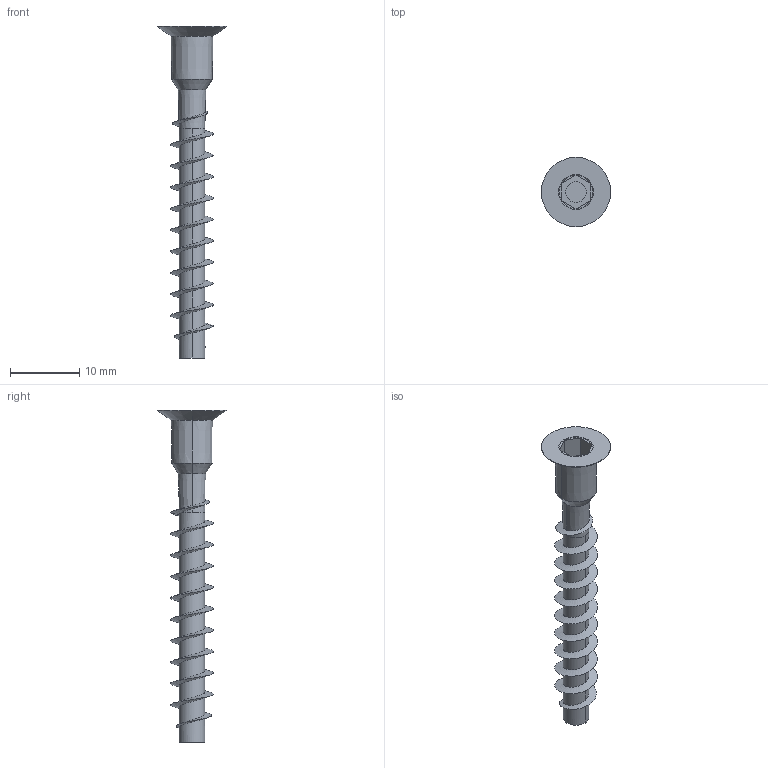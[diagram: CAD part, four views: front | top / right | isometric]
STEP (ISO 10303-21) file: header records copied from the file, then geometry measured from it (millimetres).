
FILE_DESCRIPTION(('HOOPS Exchange Step'),'2;1');
FILE_NAME('Konfirmat_Screw_50.step','2026-02-25T10:23:58+02:00',('user'),('Unknown organisation'),'HOOPS Exchange 2023.2','HOOPS Exchange','Unknown authorisation');
FILE_SCHEMA( ('AP203_CONFIGURATION_CONTROLLED_3D_DESIGN_OF_MECHANICAL_PARTS_AND_ASSEMBLIES_MIM_LF') );
Length unit declared in the file: millimetre
Products named in the file (1): NONE
Bounding box: 10 x 10 x 48 mm (x, y, z)
Volume: 677.8 mm3; surface area: 1175.3 mm2
Topology: 1 solids, 1 shells, 65 faces, 155 edges, 95 vertices
Faces by surface type: cylinder 26, plane 19, cone 14, bspline 6
Entity records: 6797 total; most frequent: CARTESIAN_POINT 5402, ORIENTED_EDGE 310, DIRECTION 240, EDGE_CURVE 155, VERTEX_POINT 95, AXIS2_PLACEMENT_3D 92, EDGE_LOOP 68, FACE_BOUND 68
